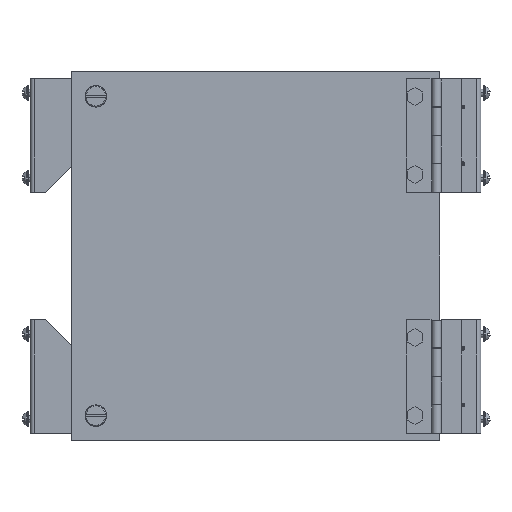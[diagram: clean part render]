
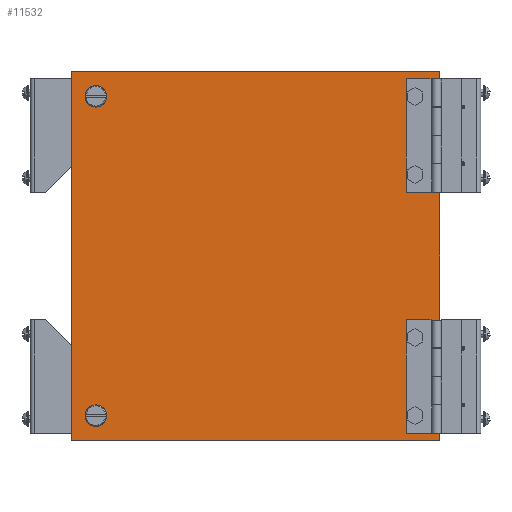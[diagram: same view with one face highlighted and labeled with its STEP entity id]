
A CAD part, front view. The second image highlights one B-rep face of the part: STEP entity #11532.
In plain terms, the highlighted planar face has unit normal (0, -1, 0).
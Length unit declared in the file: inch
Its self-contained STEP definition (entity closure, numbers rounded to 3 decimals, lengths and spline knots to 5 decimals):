
#937 = AXIS2_PLACEMENT_3D ( 'NONE', #25936, #31059, #31530 ) ;
#961 = CARTESIAN_POINT ( 'NONE',  ( -5.625, 0., -5.375 ) ) ;
#1250 = EDGE_LOOP ( 'NONE', ( #66182, #43556 ) ) ;
#2725 = EDGE_CURVE ( 'NONE', #5674, #58817, #55778, .T. ) ;
#2922 = CARTESIAN_POINT ( 'NONE',  ( 5.625, 0., 5.625 ) ) ;
#4615 = VERTEX_POINT ( 'NONE', #18343 ) ;
#5112 = DIRECTION ( 'NONE',  ( 0., 0., 1. ) ) ;
#5375 = DIRECTION ( 'NONE',  ( 0., 1., 0. ) ) ;
#5674 = VERTEX_POINT ( 'NONE', #22600 ) ;
#6415 = CARTESIAN_POINT ( 'NONE',  ( -5.625, 0., -5.875 ) ) ;
#6569 = CIRCLE ( 'NONE', #39666, 0.25 ) ;
#7294 = CIRCLE ( 'NONE', #38041, 0.25 ) ;
#7855 = AXIS2_PLACEMENT_3D ( 'NONE', #19027, #51684, #13154 ) ;
#8724 = EDGE_CURVE ( 'NONE', #29056, #30325, #60257, .T. ) ;
#9698 = CARTESIAN_POINT ( 'NONE',  ( 6.5, 0., -6.5 ) ) ;
#10108 = DIRECTION ( 'NONE',  ( -1., 0., 0. ) ) ;
#10401 = VECTOR ( 'NONE', #10108, 39.37008 ) ;
#10943 = ORIENTED_EDGE ( 'NONE', *, *, #2725, .T. ) ;
#10989 = VERTEX_POINT ( 'NONE', #961 ) ;
#11071 = ORIENTED_EDGE ( 'NONE', *, *, #50393, .T. ) ;
#11311 = FACE_BOUND ( 'NONE', #50257, .T. ) ;
#11532 = ADVANCED_FACE ( 'NONE', ( #64504, #21793, #59252, #41035, #11311 ), #26924, .T. ) ;
#12501 = CIRCLE ( 'NONE', #67034, 0.25 ) ;
#13154 = DIRECTION ( 'NONE',  ( 0., 0., 1. ) ) ;
#14068 = DIRECTION ( 'NONE',  ( 0., 1., 0. ) ) ;
#14314 = DIRECTION ( 'NONE',  ( 0., 0., 1. ) ) ;
#15652 = CARTESIAN_POINT ( 'NONE',  ( -6.5, 0., 6.5 ) ) ;
#15691 = ORIENTED_EDGE ( 'NONE', *, *, #69980, .T. ) ;
#15807 = EDGE_LOOP ( 'NONE', ( #65924, #18791, #44942, #56430 ) ) ;
#16098 = DIRECTION ( 'NONE',  ( 1., 0., 0. ) ) ;
#17596 = VECTOR ( 'NONE', #16098, 39.37008 ) ;
#17916 = CIRCLE ( 'NONE', #70086, 0.25 ) ;
#18343 = CARTESIAN_POINT ( 'NONE',  ( -5.625, 0., 5.375 ) ) ;
#18449 = AXIS2_PLACEMENT_3D ( 'NONE', #60007, #26698, #31799 ) ;
#18640 = CARTESIAN_POINT ( 'NONE',  ( 5.625, 0., -5.625 ) ) ;
#18791 = ORIENTED_EDGE ( 'NONE', *, *, #8724, .F. ) ;
#19027 = CARTESIAN_POINT ( 'NONE',  ( 5.625, 0., 5.625 ) ) ;
#20859 = EDGE_CURVE ( 'NONE', #59147, #29056, #56526, .T. ) ;
#21766 = EDGE_CURVE ( 'NONE', #27152, #66984, #17916, .T. ) ;
#21793 = FACE_BOUND ( 'NONE', #30049, .T. ) ;
#22091 = EDGE_CURVE ( 'NONE', #10989, #39091, #33490, .T. ) ;
#22592 = CARTESIAN_POINT ( 'NONE',  ( 5.625, 0., -5.625 ) ) ;
#22600 = CARTESIAN_POINT ( 'NONE',  ( 5.625, 0., 5.875 ) ) ;
#23281 = EDGE_CURVE ( 'NONE', #29358, #59147, #69741, .T. ) ;
#23928 = AXIS2_PLACEMENT_3D ( 'NONE', #72027, #60525, #43268 ) ;
#25936 = CARTESIAN_POINT ( 'NONE',  ( -5.625, 0., -5.625 ) ) ;
#26291 = CARTESIAN_POINT ( 'NONE',  ( 6.5, 0., -6.5 ) ) ;
#26698 = DIRECTION ( 'NONE',  ( 0., -1., 0. ) ) ;
#26924 = PLANE ( 'NONE',  #18449 ) ;
#27152 = VERTEX_POINT ( 'NONE', #53403 ) ;
#29056 = VERTEX_POINT ( 'NONE', #63008 ) ;
#29358 = VERTEX_POINT ( 'NONE', #9698 ) ;
#29437 = LINE ( 'NONE', #26291, #42527 ) ;
#30049 = EDGE_LOOP ( 'NONE', ( #10943, #53880 ) ) ;
#30253 = EDGE_CURVE ( 'NONE', #30325, #29358, #29437, .T. ) ;
#30325 = VERTEX_POINT ( 'NONE', #66948 ) ;
#30684 = EDGE_LOOP ( 'NONE', ( #54406, #60602 ) ) ;
#31059 = DIRECTION ( 'NONE',  ( 0., 1., 0. ) ) ;
#31129 = EDGE_CURVE ( 'NONE', #58817, #5674, #6569, .T. ) ;
#31189 = CARTESIAN_POINT ( 'NONE',  ( -5.625, 0., -5.625 ) ) ;
#31530 = DIRECTION ( 'NONE',  ( 0., 0., 1. ) ) ;
#31799 = DIRECTION ( 'NONE',  ( 0., 0., -1. ) ) ;
#32348 = DIRECTION ( 'NONE',  ( 0., 0., -1. ) ) ;
#33224 = CARTESIAN_POINT ( 'NONE',  ( -5.625, 0., 5.625 ) ) ;
#33490 = CIRCLE ( 'NONE', #937, 0.25 ) ;
#33505 = CARTESIAN_POINT ( 'NONE',  ( -5.625, 0., 5.875 ) ) ;
#34996 = CARTESIAN_POINT ( 'NONE',  ( -6.5, 0., -6.5 ) ) ;
#36455 = DIRECTION ( 'NONE',  ( 0., 0., 1. ) ) ;
#38041 = AXIS2_PLACEMENT_3D ( 'NONE', #33224, #5375, #5112 ) ;
#39091 = VERTEX_POINT ( 'NONE', #6415 ) ;
#39666 = AXIS2_PLACEMENT_3D ( 'NONE', #2922, #64360, #36455 ) ;
#40368 = DIRECTION ( 'NONE',  ( 0., 1., 0. ) ) ;
#41035 = FACE_BOUND ( 'NONE', #30684, .T. ) ;
#42527 = VECTOR ( 'NONE', #32348, 39.37008 ) ;
#43268 = DIRECTION ( 'NONE',  ( 0., 0., 1. ) ) ;
#43556 = ORIENTED_EDGE ( 'NONE', *, *, #21766, .T. ) ;
#44942 = ORIENTED_EDGE ( 'NONE', *, *, #20859, .F. ) ;
#45229 = VECTOR ( 'NONE', #54164, 39.37008 ) ;
#45459 = DIRECTION ( 'NONE',  ( 0., 0., 1. ) ) ;
#48216 = CARTESIAN_POINT ( 'NONE',  ( 5.625, 0., -5.375 ) ) ;
#48899 = CARTESIAN_POINT ( 'NONE',  ( -6.5, 0., -6.5 ) ) ;
#50257 = EDGE_LOOP ( 'NONE', ( #11071, #15691 ) ) ;
#50393 = EDGE_CURVE ( 'NONE', #64485, #4615, #7294, .T. ) ;
#51084 = EDGE_CURVE ( 'NONE', #39091, #10989, #12501, .T. ) ;
#51684 = DIRECTION ( 'NONE',  ( 0., 1., 0. ) ) ;
#52653 = CIRCLE ( 'NONE', #52675, 0.25 ) ;
#52675 = AXIS2_PLACEMENT_3D ( 'NONE', #22592, #57395, #70593 ) ;
#53278 = EDGE_CURVE ( 'NONE', #66984, #27152, #52653, .T. ) ;
#53403 = CARTESIAN_POINT ( 'NONE',  ( 5.625, 0., -5.875 ) ) ;
#53880 = ORIENTED_EDGE ( 'NONE', *, *, #31129, .T. ) ;
#54164 = DIRECTION ( 'NONE',  ( 0., 0., 1. ) ) ;
#54406 = ORIENTED_EDGE ( 'NONE', *, *, #22091, .T. ) ;
#55446 = CARTESIAN_POINT ( 'NONE',  ( 5.625, 0., 5.375 ) ) ;
#55531 = CARTESIAN_POINT ( 'NONE',  ( 6.5, 0., 6.5 ) ) ;
#55778 = CIRCLE ( 'NONE', #7855, 0.25 ) ;
#56430 = ORIENTED_EDGE ( 'NONE', *, *, #23281, .F. ) ;
#56526 = LINE ( 'NONE', #15652, #45229 ) ;
#57395 = DIRECTION ( 'NONE',  ( 0., 1., 0. ) ) ;
#58817 = VERTEX_POINT ( 'NONE', #55446 ) ;
#59147 = VERTEX_POINT ( 'NONE', #34996 ) ;
#59252 = FACE_BOUND ( 'NONE', #1250, .T. ) ;
#59715 = CIRCLE ( 'NONE', #23928, 0.25 ) ;
#60007 = CARTESIAN_POINT ( 'NONE',  ( -6.5, 0., -6.5 ) ) ;
#60257 = LINE ( 'NONE', #55531, #17596 ) ;
#60525 = DIRECTION ( 'NONE',  ( 0., 1., 0. ) ) ;
#60602 = ORIENTED_EDGE ( 'NONE', *, *, #51084, .T. ) ;
#63008 = CARTESIAN_POINT ( 'NONE',  ( -6.5, 0., 6.5 ) ) ;
#64360 = DIRECTION ( 'NONE',  ( 0., 1., 0. ) ) ;
#64485 = VERTEX_POINT ( 'NONE', #33505 ) ;
#64504 = FACE_OUTER_BOUND ( 'NONE', #15807, .T. ) ;
#65924 = ORIENTED_EDGE ( 'NONE', *, *, #30253, .F. ) ;
#66182 = ORIENTED_EDGE ( 'NONE', *, *, #53278, .T. ) ;
#66948 = CARTESIAN_POINT ( 'NONE',  ( 6.5, 0., 6.5 ) ) ;
#66984 = VERTEX_POINT ( 'NONE', #48216 ) ;
#67034 = AXIS2_PLACEMENT_3D ( 'NONE', #31189, #14068, #14314 ) ;
#69741 = LINE ( 'NONE', #48899, #10401 ) ;
#69980 = EDGE_CURVE ( 'NONE', #4615, #64485, #59715, .T. ) ;
#70086 = AXIS2_PLACEMENT_3D ( 'NONE', #18640, #40368, #45459 ) ;
#70593 = DIRECTION ( 'NONE',  ( 0., 0., 1. ) ) ;
#72027 = CARTESIAN_POINT ( 'NONE',  ( -5.625, 0., 5.625 ) ) ;
